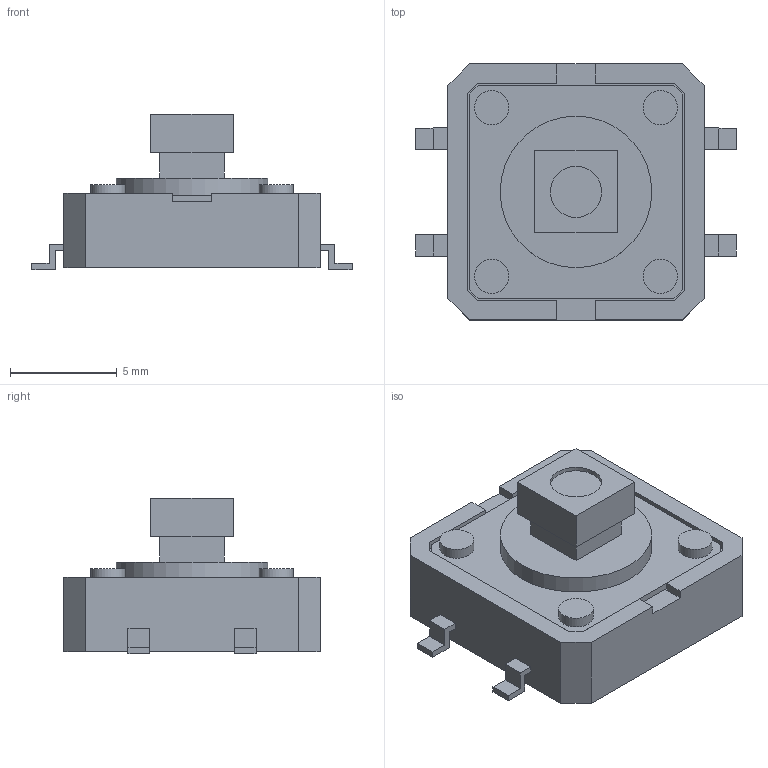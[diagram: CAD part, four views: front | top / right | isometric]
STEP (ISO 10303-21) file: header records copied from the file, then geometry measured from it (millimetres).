
FILE_DESCRIPTION(/* description */ (''),/* implementation_level */ '2;1');
FILE_NAME(/* name */ 'B3FS_4055P-3D.step',/* time_stamp */ '2022-04-22T14:32:38+02:00',/* author */ (''),/* organization */ (''),/* preprocessor_version */ 'ST-DEVELOPER v18.1',/* originating_system */ 'Autodesk Translation Framework v10.14.0.1471',/* authorisation */ '');
FILE_SCHEMA (('AUTOMOTIVE_DESIGN { 1 0 10303 214 3 1 1 }'));
Length unit declared in the file: millimetre
Products named in the file (1): (Unsaved)
Bounding box: 15 x 12 x 7.3 mm (x, y, z)
Volume: 559.3 mm3; surface area: 578.1 mm2
Topology: 1 solids, 1 shells, 93 faces, 234 edges, 156 vertices
Faces by surface type: plane 87, cylinder 6
Full cylindrical faces by diameter (mm): 1.6 x4, 2.4 x1, 7.1 x1
Entity records: 2832 total; most frequent: CARTESIAN_POINT 484, ORIENTED_EDGE 468, DIRECTION 434, EDGE_CURVE 234, LINE 222, VECTOR 222, VERTEX_POINT 156, EDGE_LOOP 106
